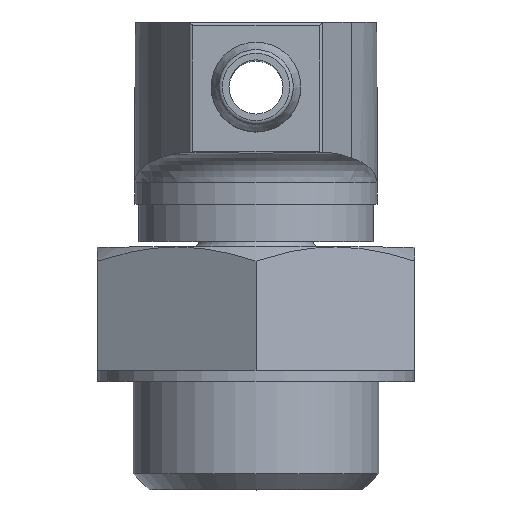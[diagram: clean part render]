
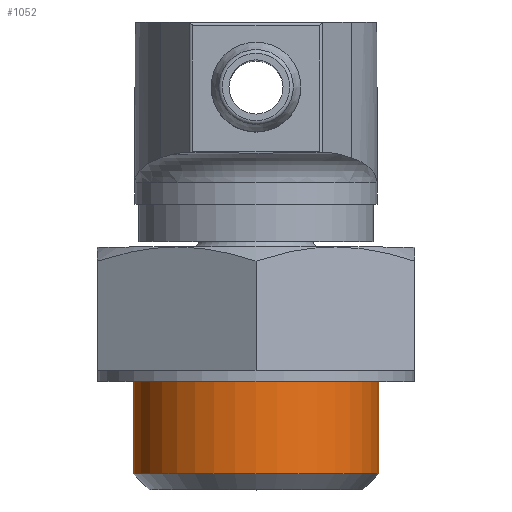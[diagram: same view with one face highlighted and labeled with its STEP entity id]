
A CAD part, top view. The second image highlights one B-rep face of the part: STEP entity #1052.
In plain terms, the highlighted cylindrical face has radius 6.579 mm (diameter 13.157 mm), a full revolution.
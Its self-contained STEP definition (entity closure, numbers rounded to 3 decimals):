
#440=ORIENTED_EDGE('',*,*,#603,.F.);
#441=ORIENTED_EDGE('',*,*,#604,.T.);
#603=EDGE_CURVE('',#706,#706,#753,.T.);
#604=EDGE_CURVE('',#707,#707,#754,.T.);
#706=VERTEX_POINT('',#1894);
#707=VERTEX_POINT('',#1897);
#753=CIRCLE('',#1194,6.579);
#754=CIRCLE('',#1196,6.579);
#849=EDGE_LOOP('',(#440));
#850=EDGE_LOOP('',(#441));
#953=FACE_BOUND('',#849,.T.);
#954=FACE_BOUND('',#850,.T.);
#989=CYLINDRICAL_SURFACE('',#1195,6.579);
#1052=ADVANCED_FACE('',(#953,#954),#989,.T.);
#1194=AXIS2_PLACEMENT_3D('',#1893,#1500,#1501);
#1195=AXIS2_PLACEMENT_3D('',#1895,#1502,#1503);
#1196=AXIS2_PLACEMENT_3D('',#1896,#1504,#1505);
#1500=DIRECTION('',(0.,-1.,0.));
#1501=DIRECTION('',(0.,0.,-1.));
#1502=DIRECTION('',(0.,-1.,0.));
#1503=DIRECTION('',(0.,0.,-1.));
#1504=DIRECTION('',(0.,-1.,0.));
#1505=DIRECTION('',(0.,0.,-1.));
#1893=CARTESIAN_POINT('',(0.,-4.944,0.));
#1894=CARTESIAN_POINT('',(0.,-4.944,-6.579));
#1895=CARTESIAN_POINT('',(0.,-5.8,0.));
#1896=CARTESIAN_POINT('',(0.,0.,0.));
#1897=CARTESIAN_POINT('',(0.,0.,-6.579));
